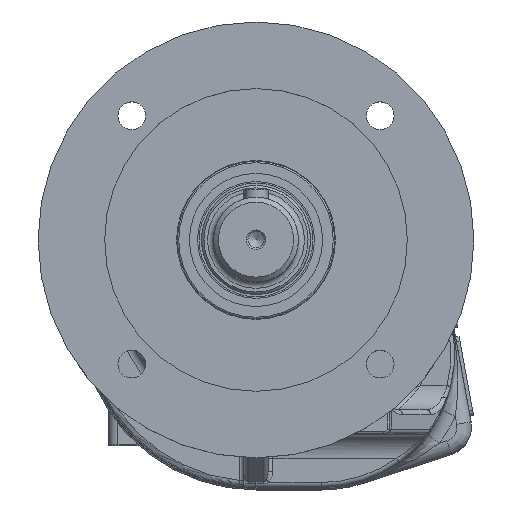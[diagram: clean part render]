
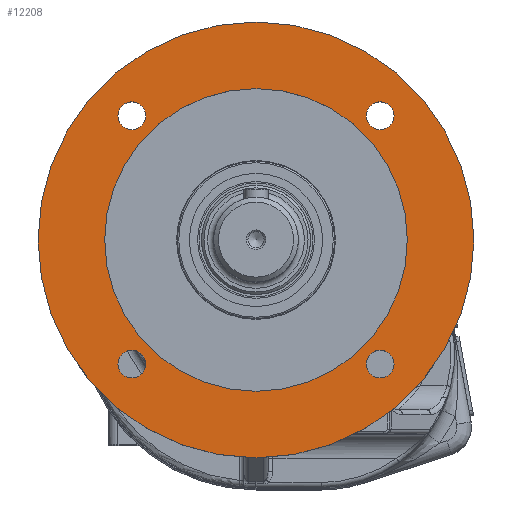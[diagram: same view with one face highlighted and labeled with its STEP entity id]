
A CAD part, top view. The second image highlights one B-rep face of the part: STEP entity #12208.
In plain terms, the highlighted planar face has unit normal (0, 0, 1).
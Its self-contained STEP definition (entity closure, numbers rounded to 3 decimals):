
#302=FACE_BOUND('',#1656,.T.);
#303=FACE_BOUND('',#1657,.T.);
#304=FACE_BOUND('',#1658,.T.);
#305=FACE_BOUND('',#1659,.T.);
#306=FACE_BOUND('',#1660,.T.);
#619=PLANE('',#13077);
#897=FACE_OUTER_BOUND('',#1655,.T.);
#1655=EDGE_LOOP('',(#7802));
#1656=EDGE_LOOP('',(#7803));
#1657=EDGE_LOOP('',(#7804));
#1658=EDGE_LOOP('',(#7805));
#1659=EDGE_LOOP('',(#7806));
#1660=EDGE_LOOP('',(#7807));
#2537=CIRCLE('',#13040,5.75);
#2542=CIRCLE('',#13048,5.75);
#2547=CIRCLE('',#13056,5.75);
#2556=CIRCLE('',#13067,5.75);
#2560=CIRCLE('',#13076,90.);
#2561=CIRCLE('',#13078,62.5);
#4794=VERTEX_POINT('',#18125);
#4800=VERTEX_POINT('',#18152);
#4806=VERTEX_POINT('',#18179);
#4814=VERTEX_POINT('',#18212);
#4817=VERTEX_POINT('',#18227);
#4818=VERTEX_POINT('',#18231);
#5918=EDGE_CURVE('',#4794,#4794,#2537,.T.);
#5926=EDGE_CURVE('',#4800,#4800,#2542,.T.);
#5934=EDGE_CURVE('',#4806,#4806,#2547,.T.);
#5947=EDGE_CURVE('',#4814,#4814,#2556,.T.);
#5953=EDGE_CURVE('',#4817,#4817,#2560,.T.);
#5955=EDGE_CURVE('',#4818,#4818,#2561,.T.);
#7802=ORIENTED_EDGE('',*,*,#5953,.F.);
#7803=ORIENTED_EDGE('',*,*,#5918,.T.);
#7804=ORIENTED_EDGE('',*,*,#5926,.T.);
#7805=ORIENTED_EDGE('',*,*,#5934,.T.);
#7806=ORIENTED_EDGE('',*,*,#5947,.T.);
#7807=ORIENTED_EDGE('',*,*,#5955,.T.);
#12208=ADVANCED_FACE('',(#897,#302,#303,#304,#305,#306),#619,.F.);
#13040=AXIS2_PLACEMENT_3D('',#18127,#14551,#14552);
#13048=AXIS2_PLACEMENT_3D('',#18154,#14568,#14569);
#13056=AXIS2_PLACEMENT_3D('',#18181,#14585,#14586);
#13067=AXIS2_PLACEMENT_3D('',#18214,#14609,#14610);
#13076=AXIS2_PLACEMENT_3D('',#18228,#14629,#14630);
#13077=AXIS2_PLACEMENT_3D('',#18230,#14632,#14633);
#13078=AXIS2_PLACEMENT_3D('',#18232,#14634,#14635);
#14551=DIRECTION('center_axis',(0.,0.,
-1.));
#14552=DIRECTION('ref_axis',(-1.,0.,0.));
#14568=DIRECTION('center_axis',(0.,0.,
-1.));
#14569=DIRECTION('ref_axis',(0.,-1.,0.));
#14585=DIRECTION('center_axis',(0.,0.,
-1.));
#14586=DIRECTION('ref_axis',(1.,0.,0.));
#14609=DIRECTION('center_axis',(0.,0.,
-1.));
#14610=DIRECTION('ref_axis',(0.,1.,0.));
#14629=DIRECTION('center_axis',(0.,0.,
-1.));
#14630=DIRECTION('ref_axis',(0.,1.,0.));
#14632=DIRECTION('center_axis',(0.,0.,
-1.));
#14633=DIRECTION('ref_axis',(0.,-1.,0.));
#14634=DIRECTION('center_axis',(0.,0.,
-1.));
#14635=DIRECTION('ref_axis',(0.,1.,0.));
#18125=CARTESIAN_POINT('',(-45.515,-35.684,216.));
#18127=CARTESIAN_POINT('Origin',(-51.265,-35.684,216.));
#18152=CARTESIAN_POINT('',(51.265,-29.934,216.));
#18154=CARTESIAN_POINT('Origin',(51.265,-35.684,216.));
#18179=CARTESIAN_POINT('',(45.515,66.847,216.));
#18181=CARTESIAN_POINT('Origin',(51.265,66.847,216.));
#18212=CARTESIAN_POINT('',(-51.265,61.097,216.));
#18214=CARTESIAN_POINT('Origin',(-51.265,66.847,216.));
#18227=CARTESIAN_POINT('',(0.,-74.418,216.));
#18228=CARTESIAN_POINT('Origin',(0.,15.582,216.));
#18230=CARTESIAN_POINT('Origin',(0.,91.832,216.));
#18231=CARTESIAN_POINT('',(0.,-46.918,216.));
#18232=CARTESIAN_POINT('Origin',(0.,15.582,216.));
